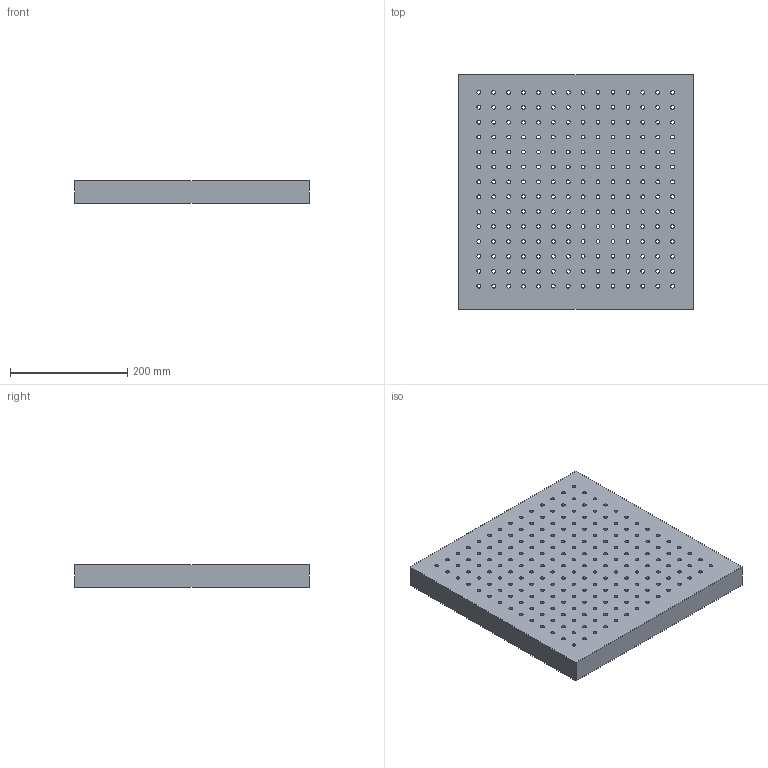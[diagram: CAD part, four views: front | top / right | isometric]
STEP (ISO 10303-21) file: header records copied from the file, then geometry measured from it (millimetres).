
FILE_DESCRIPTION(('FreeCAD Model'),'2;1');
FILE_NAME('Open CASCADE Shape Model','2025-05-05T18:29:36',(''),(''), 'Open CASCADE STEP processor 7.8','FreeCAD','Unknown');
FILE_SCHEMA(('AUTOMOTIVE_DESIGN { 1 0 10303 214 1 1 1 1 }'));
Length unit declared in the file: millimetre
Products named in the file (1): MockTable
Bounding box: 400 x 400 x 38.2 mm (x, y, z)
Volume: 5874886.2 mm3; surface area: 518068.7 mm2
Topology: 1 solids, 1 shells, 202 faces, 600 edges, 400 vertices
Faces by surface type: cylinder 196, plane 6
Full cylindrical faces by diameter (mm): 6.35 x196
Entity records: 7822 total; most frequent: DIRECTION 1398, CARTESIAN_POINT 1203, ORIENTED_EDGE 1200, EDGE_CURVE 600, AXIS2_PLACEMENT_3D 595, FACE_BOUND 594, EDGE_LOOP 594, VERTEX_POINT 400
